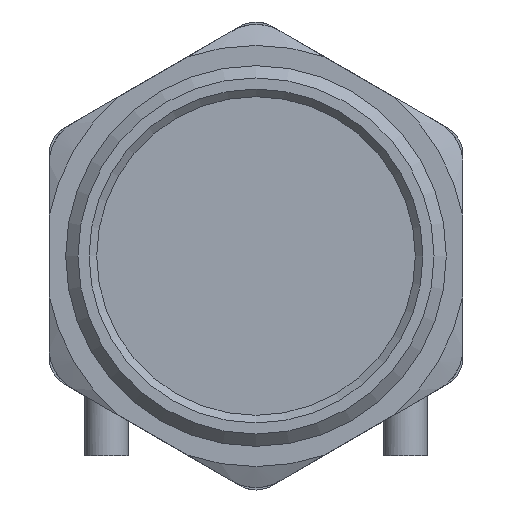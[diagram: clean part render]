
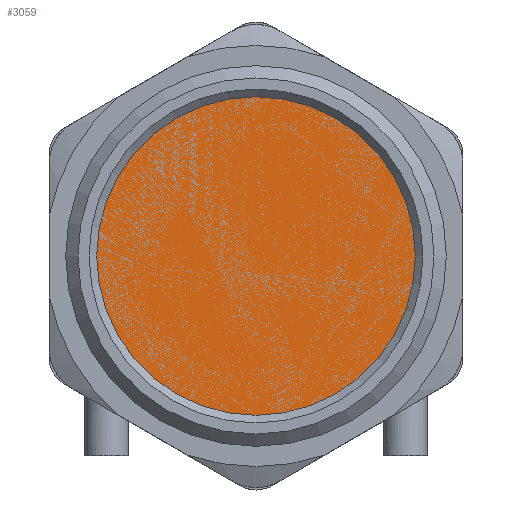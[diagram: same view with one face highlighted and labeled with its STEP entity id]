
A CAD part, left-side view. The second image highlights one B-rep face of the part: STEP entity #3059.
In plain terms, the highlighted planar face has unit normal (1, 0, 0).
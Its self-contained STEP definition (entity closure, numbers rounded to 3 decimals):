
#258=PLANE('',#3372);
#755=FACE_OUTER_BOUND('',#938,.T.);
#938=EDGE_LOOP('',(#2675));
#1060=CIRCLE('',#3373,12.425);
#1399=VERTEX_POINT('',#5763);
#1825=EDGE_CURVE('',#1399,#1399,#1060,.T.);
#2675=ORIENTED_EDGE('',*,*,#1825,.T.);
#3059=ADVANCED_FACE('',(#755),#258,.T.);
#3372=AXIS2_PLACEMENT_3D('',#5762,#4133,#4134);
#3373=AXIS2_PLACEMENT_3D('',#5764,#4135,#4136);
#4133=DIRECTION('center_axis',(1.,0.,0.));
#4134=DIRECTION('ref_axis',(0.,0.,-1.));
#4135=DIRECTION('center_axis',(1.,0.,0.));
#4136=DIRECTION('ref_axis',(0.,0.,-1.));
#5762=CARTESIAN_POINT('Origin',(-6.5,0.,0.));
#5763=CARTESIAN_POINT('',(-6.5,12.425,0.));
#5764=CARTESIAN_POINT('Origin',(-6.5,0.,0.));
